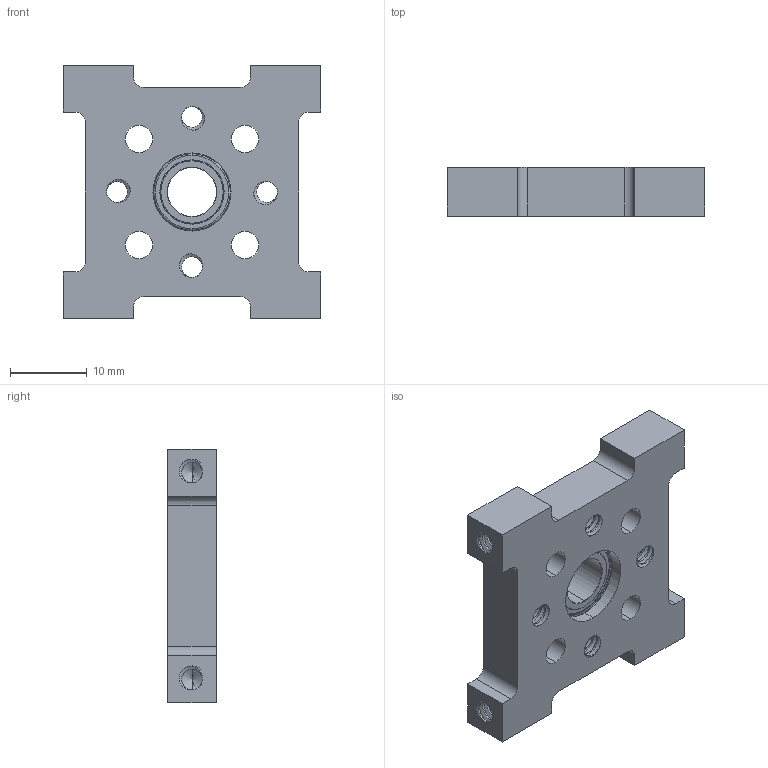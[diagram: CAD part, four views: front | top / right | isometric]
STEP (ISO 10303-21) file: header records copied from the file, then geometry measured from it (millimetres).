
FILE_DESCRIPTION (( 'STEP AP203' ), '1' );
FILE_NAME ('535130 assembly.STEP', '2016-12-20T21:54:25', ( '' ), ( '' ), 'SwSTEP 2.0', 'SolidWorks 2016', '' );
FILE_SCHEMA (( 'CONFIG_CONTROL_DESIGN' ));
Length unit declared in the file: inch
Products named in the file (3): 535020; 535130 assembly; 535130
Assembly tree (2 placements, depth 2):
  535130 assembly
    535130
    535020
Bounding box: 33.53 x 6.35 x 33.02 mm (x, y, z)
Volume: 4763.5 mm3; surface area: 4437.9 mm2
Topology: 4 solids, 4 shells, 433 faces, 1202 edges, 784 vertices
Faces by surface type: cylinder 326, plane 39, cone 32, torus 20, bspline 16
Entity records: 24235 total; most frequent: CARTESIAN_POINT 14472, ORIENTED_EDGE 2388, DIRECTION 1646, EDGE_CURVE 1194, VERTEX_POINT 784, AXIS2_PLACEMENT_3D 622, EDGE_LOOP 468, ADVANCED_FACE 433
